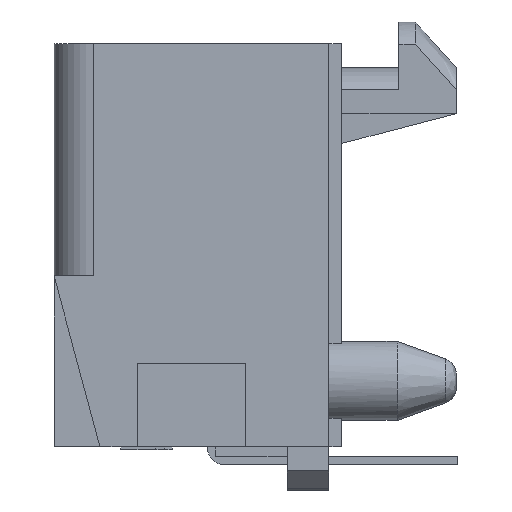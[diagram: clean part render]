
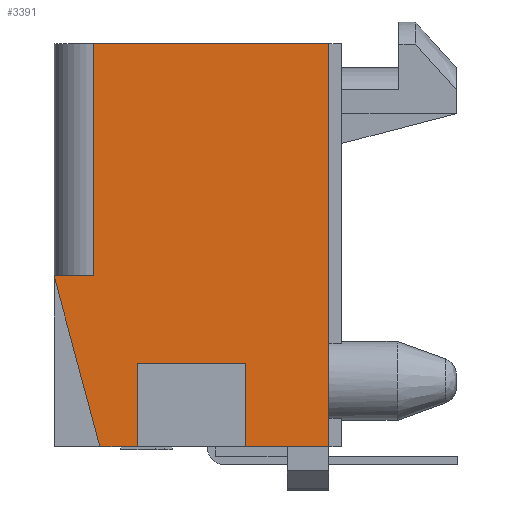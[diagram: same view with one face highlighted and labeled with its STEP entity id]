
A CAD part, left-side view. The second image highlights one B-rep face of the part: STEP entity #3391.
In plain terms, the highlighted planar face has unit normal (-1, 0, 0).
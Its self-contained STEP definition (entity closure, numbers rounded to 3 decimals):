
#153 = CARTESIAN_POINT ( 'NONE',  ( -11.633, 4.572, -2.007 ) ) ;
#186 = CARTESIAN_POINT ( 'NONE',  ( -11.633, 4.572, -2.007 ) ) ;
#262 = DIRECTION ( 'NONE',  ( 0., 1., 0. ) ) ;
#284 = CARTESIAN_POINT ( 'NONE',  ( -11.633, 6.223, 10.287 ) ) ;
#370 = DIRECTION ( 'NONE',  ( 0., 0., 1. ) ) ;
#483 = DIRECTION ( 'NONE',  ( 0., -1., 0. ) ) ;
#532 = ORIENTED_EDGE ( 'NONE', *, *, #4105, .F. ) ;
#577 = CARTESIAN_POINT ( 'NONE',  ( -11.633, 0.381, 10.287 ) ) ;
#642 = CARTESIAN_POINT ( 'NONE',  ( -11.633, 2.921, -2.007 ) ) ;
#708 = VERTEX_POINT ( 'NONE', #2759 ) ;
#869 = LINE ( 'NONE', #186, #4123 ) ;
#926 = VECTOR ( 'NONE', #4790, 1000. ) ;
#1168 = ORIENTED_EDGE ( 'NONE', *, *, #4117, .F. ) ;
#1495 = LINE ( 'NONE', #7259, #2161 ) ;
#1506 = CARTESIAN_POINT ( 'NONE',  ( -11.633, 7.569, 3.207 ) ) ;
#1517 = CARTESIAN_POINT ( 'NONE',  ( -11.633, 4.572, 0.533 ) ) ;
#1592 = CARTESIAN_POINT ( 'NONE',  ( -11.633, 7.569, 10.287 ) ) ;
#1647 = FACE_OUTER_BOUND ( 'NONE', #2670, .T. ) ;
#1803 = VECTOR ( 'NONE', #7969, 1000. ) ;
#1864 = LINE ( 'NONE', #3913, #8055 ) ;
#1897 = LINE ( 'NONE', #4671, #6724 ) ;
#1959 = ORIENTED_EDGE ( 'NONE', *, *, #5016, .F. ) ;
#1998 = VERTEX_POINT ( 'NONE', #2362 ) ;
#2133 = DIRECTION ( 'NONE',  ( 0., 1., 0. ) ) ;
#2161 = VECTOR ( 'NONE', #7859, 1000. ) ;
#2362 = CARTESIAN_POINT ( 'NONE',  ( -11.633, 7.366, -2.007 ) ) ;
#2389 = LINE ( 'NONE', #284, #926 ) ;
#2408 = VERTEX_POINT ( 'NONE', #1506 ) ;
#2586 = VECTOR ( 'NONE', #2133, 1000. ) ;
#2644 = PLANE ( 'NONE',  #2870 ) ;
#2658 = DIRECTION ( 'NONE',  ( 0., 0., -1. ) ) ;
#2670 = EDGE_LOOP ( 'NONE', ( #1959, #2967, #1168, #5896, #6049, #3159, #3778, #6381, #3112, #532 ) ) ;
#2754 = CARTESIAN_POINT ( 'NONE',  ( -11.633, 8.763, 3.207 ) ) ;
#2759 = CARTESIAN_POINT ( 'NONE',  ( -11.633, 6.223, -2.007 ) ) ;
#2773 = VERTEX_POINT ( 'NONE', #3793 ) ;
#2840 = CARTESIAN_POINT ( 'NONE',  ( -11.633, 8.763, 10.287 ) ) ;
#2870 = AXIS2_PLACEMENT_3D ( 'NONE', #4575, #5101, #3879 ) ;
#2967 = ORIENTED_EDGE ( 'NONE', *, *, #7410, .F. ) ;
#3013 = EDGE_CURVE ( 'NONE', #6635, #6259, #1495, .T. ) ;
#3037 = EDGE_CURVE ( 'NONE', #2408, #5532, #3735, .T. ) ;
#3112 = ORIENTED_EDGE ( 'NONE', *, *, #3037, .F. ) ;
#3159 = ORIENTED_EDGE ( 'NONE', *, *, #7400, .F. ) ;
#3391 = ADVANCED_FACE ( 'NONE', ( #1647 ), #2644, .F. ) ;
#3661 = CARTESIAN_POINT ( 'NONE',  ( -11.633, 7.366, -2.007 ) ) ;
#3717 = LINE ( 'NONE', #153, #4007 ) ;
#3735 = LINE ( 'NONE', #1592, #5410 ) ;
#3778 = ORIENTED_EDGE ( 'NONE', *, *, #6713, .F. ) ;
#3793 = CARTESIAN_POINT ( 'NONE',  ( -11.633, 0.381, -2.007 ) ) ;
#3879 = DIRECTION ( 'NONE',  ( 0., 0., -1. ) ) ;
#3913 = CARTESIAN_POINT ( 'NONE',  ( -11.633, 0.381, 10.287 ) ) ;
#3976 = DIRECTION ( 'NONE',  ( 0., 1., 0. ) ) ;
#4007 = VECTOR ( 'NONE', #3976, 1000. ) ;
#4008 = CARTESIAN_POINT ( 'NONE',  ( -11.633, 2.921, 0.533 ) ) ;
#4023 = VECTOR ( 'NONE', #483, 1000. ) ;
#4105 = EDGE_CURVE ( 'NONE', #6907, #2408, #1897, .T. ) ;
#4111 = CARTESIAN_POINT ( 'NONE',  ( -11.633, 6.223, 0.533 ) ) ;
#4117 = EDGE_CURVE ( 'NONE', #4896, #708, #2389, .T. ) ;
#4123 = VECTOR ( 'NONE', #262, 1000. ) ;
#4318 = EDGE_CURVE ( 'NONE', #6259, #4896, #5527, .T. ) ;
#4330 = LINE ( 'NONE', #2840, #4023 ) ;
#4356 = LINE ( 'NONE', #3661, #1803 ) ;
#4575 = CARTESIAN_POINT ( 'NONE',  ( -11.633, 4.572, 10.287 ) ) ;
#4671 = CARTESIAN_POINT ( 'NONE',  ( -11.633, 4.572, 3.207 ) ) ;
#4790 = DIRECTION ( 'NONE',  ( 0., 0., -1. ) ) ;
#4896 = VERTEX_POINT ( 'NONE', #4111 ) ;
#5016 = EDGE_CURVE ( 'NONE', #1998, #6907, #4356, .T. ) ;
#5101 = DIRECTION ( 'NONE',  ( 1., 0., 0. ) ) ;
#5374 = DIRECTION ( 'NONE',  ( 0., -1., 0. ) ) ;
#5410 = VECTOR ( 'NONE', #370, 1000. ) ;
#5527 = LINE ( 'NONE', #1517, #2586 ) ;
#5532 = VERTEX_POINT ( 'NONE', #7906 ) ;
#5896 = ORIENTED_EDGE ( 'NONE', *, *, #4318, .F. ) ;
#5946 = VERTEX_POINT ( 'NONE', #577 ) ;
#6049 = ORIENTED_EDGE ( 'NONE', *, *, #3013, .F. ) ;
#6259 = VERTEX_POINT ( 'NONE', #4008 ) ;
#6381 = ORIENTED_EDGE ( 'NONE', *, *, #6988, .F. ) ;
#6635 = VERTEX_POINT ( 'NONE', #642 ) ;
#6713 = EDGE_CURVE ( 'NONE', #5946, #2773, #1864, .T. ) ;
#6724 = VECTOR ( 'NONE', #5374, 1000. ) ;
#6907 = VERTEX_POINT ( 'NONE', #2754 ) ;
#6988 = EDGE_CURVE ( 'NONE', #5532, #5946, #4330, .T. ) ;
#7259 = CARTESIAN_POINT ( 'NONE',  ( -11.633, 2.921, 10.287 ) ) ;
#7400 = EDGE_CURVE ( 'NONE', #2773, #6635, #3717, .T. ) ;
#7410 = EDGE_CURVE ( 'NONE', #708, #1998, #869, .T. ) ;
#7859 = DIRECTION ( 'NONE',  ( 0., 0., 1. ) ) ;
#7906 = CARTESIAN_POINT ( 'NONE',  ( -11.633, 7.569, 10.287 ) ) ;
#7969 = DIRECTION ( 'NONE',  ( 0., 0.259, 0.966 ) ) ;
#8055 = VECTOR ( 'NONE', #2658, 1000. ) ;
